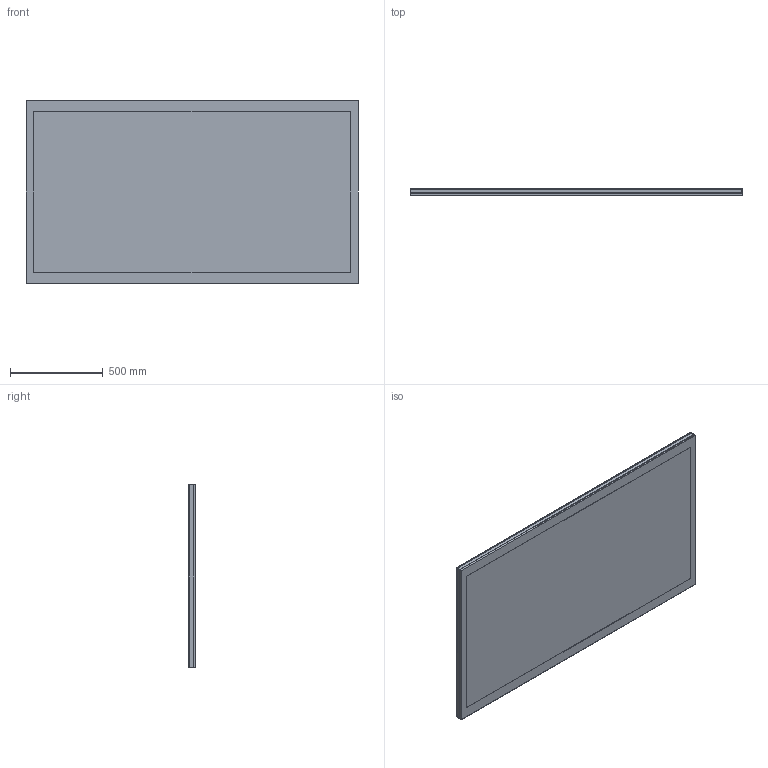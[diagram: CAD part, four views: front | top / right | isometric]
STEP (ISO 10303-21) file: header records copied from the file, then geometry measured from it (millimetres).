
FILE_DESCRIPTION(('FreeCAD Model'),'2;1');
FILE_NAME('Open CASCADE Shape Model','2025-05-28T17:02:16',('FreeCAD'),( 'FreeCAD'),'Open CASCADE STEP processor 7.6','FreeCAD','Unknown');
FILE_SCHEMA(('AUTOMOTIVE_DESIGN { 1 0 10303 214 1 1 1 1 }'));
Length unit declared in the file: millimetre
Products named in the file (1): Open CASCADE STEP translator 7.6 1
Bounding box: 1785.14 x 38.81 x 983.12 mm (x, y, z)
Volume: 43368934.1 mm3; surface area: 11895147 mm2
Topology: 4 solids, 4 shells, 48 faces, 108 edges, 72 vertices
Faces by surface type: bspline 48
Entity records: 1212 total; most frequent: CARTESIAN_POINT 481, ORIENTED_EDGE 216, EDGE_CURVE 108, B_SPLINE_CURVE_WITH_KNOTS 108, VERTEX_POINT 72, FACE_BOUND 54, EDGE_LOOP 54, ADVANCED_FACE 48
